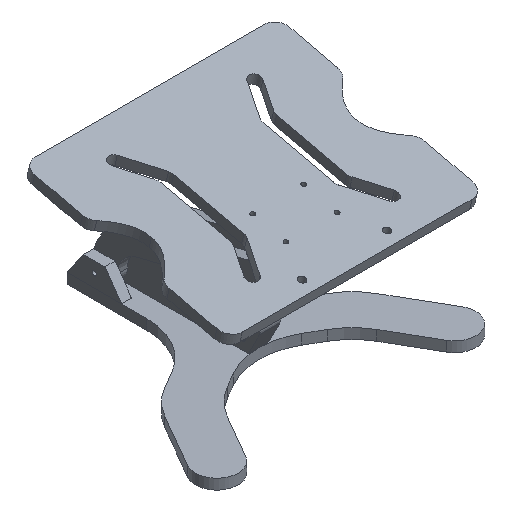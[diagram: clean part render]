
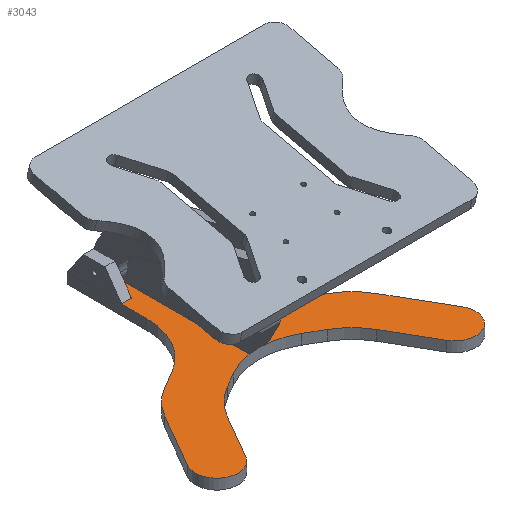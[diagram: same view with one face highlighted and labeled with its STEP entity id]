
A CAD part, isometric view. The second image highlights one B-rep face of the part: STEP entity #3043.
In plain terms, the highlighted planar face has unit normal (0, 0, 1).
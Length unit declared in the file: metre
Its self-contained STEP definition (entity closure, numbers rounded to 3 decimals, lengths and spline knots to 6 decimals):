
#216=CIRCLE('',#3429,0.0025);
#217=CIRCLE('',#3430,0.0025);
#218=CIRCLE('',#3431,0.08);
#219=CIRCLE('',#3432,0.08);
#220=CIRCLE('',#3433,0.08);
#221=CIRCLE('',#3434,0.08);
#222=CIRCLE('',#3435,0.025);
#223=CIRCLE('',#3436,0.08);
#224=CIRCLE('',#3437,0.08);
#225=CIRCLE('',#3438,0.08);
#226=CIRCLE('',#3439,0.025);
#1082=ORIENTED_EDGE('',*,*,#1566,.F.);
#1083=ORIENTED_EDGE('',*,*,#1567,.F.);
#1084=ORIENTED_EDGE('',*,*,#1542,.F.);
#1085=ORIENTED_EDGE('',*,*,#1568,.T.);
#1086=ORIENTED_EDGE('',*,*,#1546,.F.);
#1087=ORIENTED_EDGE('',*,*,#1569,.T.);
#1088=ORIENTED_EDGE('',*,*,#1548,.F.);
#1089=ORIENTED_EDGE('',*,*,#1554,.F.);
#1090=ORIENTED_EDGE('',*,*,#1557,.T.);
#1091=ORIENTED_EDGE('',*,*,#1570,.T.);
#1092=ORIENTED_EDGE('',*,*,#1560,.T.);
#1093=ORIENTED_EDGE('',*,*,#1571,.T.);
#1094=ORIENTED_EDGE('',*,*,#1562,.T.);
#1095=ORIENTED_EDGE('',*,*,#1572,.T.);
#1096=ORIENTED_EDGE('',*,*,#1526,.T.);
#1097=ORIENTED_EDGE('',*,*,#1573,.T.);
#1098=ORIENTED_EDGE('',*,*,#1530,.T.);
#1099=ORIENTED_EDGE('',*,*,#1574,.T.);
#1100=ORIENTED_EDGE('',*,*,#1534,.F.);
#1101=ORIENTED_EDGE('',*,*,#1575,.T.);
#1102=ORIENTED_EDGE('',*,*,#1536,.F.);
#1103=ORIENTED_EDGE('',*,*,#1576,.T.);
#1526=EDGE_CURVE('',#1841,#1840,#2088,.T.);
#1530=EDGE_CURVE('',#1845,#1844,#2092,.T.);
#1534=EDGE_CURVE('',#1848,#1849,#2096,.T.);
#1536=EDGE_CURVE('',#1850,#1851,#2098,.T.);
#1542=EDGE_CURVE('',#1856,#1857,#2104,.T.);
#1546=EDGE_CURVE('',#1860,#1861,#2108,.T.);
#1548=EDGE_CURVE('',#1862,#1863,#2110,.T.);
#1554=EDGE_CURVE('',#1867,#1862,#2116,.T.);
#1557=EDGE_CURVE('',#1867,#1869,#2119,.T.);
#1560=EDGE_CURVE('',#1873,#1872,#2122,.T.);
#1562=EDGE_CURVE('',#1874,#1875,#2124,.T.);
#1566=EDGE_CURVE('',#1878,#1878,#216,.T.);
#1567=EDGE_CURVE('',#1879,#1879,#217,.T.);
#1568=EDGE_CURVE('',#1856,#1861,#218,.T.);
#1569=EDGE_CURVE('',#1860,#1863,#219,.F.);
#1570=EDGE_CURVE('',#1869,#1873,#220,.F.);
#1571=EDGE_CURVE('',#1872,#1874,#221,.T.);
#1572=EDGE_CURVE('',#1875,#1841,#222,.T.);
#1573=EDGE_CURVE('',#1840,#1845,#223,.F.);
#1574=EDGE_CURVE('',#1844,#1849,#224,.F.);
#1575=EDGE_CURVE('',#1848,#1851,#225,.F.);
#1576=EDGE_CURVE('',#1850,#1857,#226,.T.);
#1840=VERTEX_POINT('',#5189);
#1841=VERTEX_POINT('',#5191);
#1844=VERTEX_POINT('',#5198);
#1845=VERTEX_POINT('',#5200);
#1848=VERTEX_POINT('',#5207);
#1849=VERTEX_POINT('',#5209);
#1850=VERTEX_POINT('',#5213);
#1851=VERTEX_POINT('',#5214);
#1856=VERTEX_POINT('',#5225);
#1857=VERTEX_POINT('',#5227);
#1860=VERTEX_POINT('',#5234);
#1861=VERTEX_POINT('',#5236);
#1862=VERTEX_POINT('',#5240);
#1863=VERTEX_POINT('',#5241);
#1867=VERTEX_POINT('',#5251);
#1869=VERTEX_POINT('',#5257);
#1872=VERTEX_POINT('',#5264);
#1873=VERTEX_POINT('',#5266);
#1874=VERTEX_POINT('',#5270);
#1875=VERTEX_POINT('',#5271);
#1878=VERTEX_POINT('',#5279);
#1879=VERTEX_POINT('',#5281);
#2088=LINE('',#5190,#2334);
#2092=LINE('',#5199,#2338);
#2096=LINE('',#5208,#2342);
#2098=LINE('',#5212,#2344);
#2104=LINE('',#5226,#2350);
#2108=LINE('',#5235,#2354);
#2110=LINE('',#5239,#2356);
#2116=LINE('',#5252,#2362);
#2119=LINE('',#5258,#2365);
#2122=LINE('',#5265,#2368);
#2124=LINE('',#5269,#2370);
#2334=VECTOR('',#4249,1.);
#2338=VECTOR('',#4255,1.);
#2342=VECTOR('',#4261,1.);
#2344=VECTOR('',#4265,1.);
#2350=VECTOR('',#4273,1.);
#2354=VECTOR('',#4279,1.);
#2356=VECTOR('',#4283,1.);
#2362=VECTOR('',#4291,1.);
#2365=VECTOR('',#4296,1.);
#2368=VECTOR('',#4301,1.);
#2370=VECTOR('',#4305,1.);
#2577=EDGE_LOOP('',(#1082));
#2578=EDGE_LOOP('',(#1083));
#2579=EDGE_LOOP('',(#1084,#1085,#1086,#1087,#1088,#1089,#1090,#1091,#1092,
#1093,#1094,#1095,#1096,#1097,#1098,#1099,#1100,#1101,#1102,#1103));
#2799=FACE_BOUND('',#2577,.T.);
#2800=FACE_BOUND('',#2578,.T.);
#2801=FACE_BOUND('',#2579,.T.);
#2891=PLANE('',#3428);
#3043=ADVANCED_FACE('',(#2799,#2800,#2801),#2891,.T.);
#3428=AXIS2_PLACEMENT_3D('',#5277,#4309,#4310);
#3429=AXIS2_PLACEMENT_3D('',#5278,#4311,#4312);
#3430=AXIS2_PLACEMENT_3D('',#5280,#4313,#4314);
#3431=AXIS2_PLACEMENT_3D('',#5282,#4315,#4316);
#3432=AXIS2_PLACEMENT_3D('',#5283,#4317,#4318);
#3433=AXIS2_PLACEMENT_3D('',#5284,#4319,#4320);
#3434=AXIS2_PLACEMENT_3D('',#5285,#4321,#4322);
#3435=AXIS2_PLACEMENT_3D('',#5286,#4323,#4324);
#3436=AXIS2_PLACEMENT_3D('',#5287,#4325,#4326);
#3437=AXIS2_PLACEMENT_3D('',#5288,#4327,#4328);
#3438=AXIS2_PLACEMENT_3D('',#5289,#4329,#4330);
#3439=AXIS2_PLACEMENT_3D('',#5290,#4331,#4332);
#4249=DIRECTION('',(0.5,0.866,0.));
#4255=DIRECTION('',(0.866,0.5,0.));
#4261=DIRECTION('',(-0.866,0.5,0.));
#4265=DIRECTION('',(-0.5,0.866,0.));
#4273=DIRECTION('',(0.5,-0.866,0.));
#4279=DIRECTION('',(0.866,-0.5,0.));
#4283=DIRECTION('',(0.,-1.,0.));
#4291=DIRECTION('',(1.,0.,0.));
#4296=DIRECTION('',(0.,-1.,0.));
#4301=DIRECTION('',(-0.866,-0.5,0.));
#4305=DIRECTION('',(-0.5,-0.866,0.));
#4309=DIRECTION('',(0.,0.,1.));
#4310=DIRECTION('',(1.,0.,0.));
#4311=DIRECTION('',(0.,0.,1.));
#4312=DIRECTION('',(1.,0.,0.));
#4313=DIRECTION('',(0.,0.,1.));
#4314=DIRECTION('',(1.,0.,0.));
#4315=DIRECTION('',(0.,0.,1.));
#4316=DIRECTION('',(1.,0.,0.));
#4317=DIRECTION('',(0.,0.,1.));
#4318=DIRECTION('',(1.,0.,0.));
#4319=DIRECTION('',(0.,0.,1.));
#4320=DIRECTION('',(1.,0.,0.));
#4321=DIRECTION('',(0.,0.,1.));
#4322=DIRECTION('',(1.,0.,0.));
#4323=DIRECTION('',(0.,0.,1.));
#4324=DIRECTION('',(1.,0.,0.));
#4325=DIRECTION('',(0.,0.,1.));
#4326=DIRECTION('',(1.,0.,0.));
#4327=DIRECTION('',(0.,0.,1.));
#4328=DIRECTION('',(1.,0.,0.));
#4329=DIRECTION('',(0.,0.,1.));
#4330=DIRECTION('',(1.,0.,0.));
#4331=DIRECTION('',(0.,0.,1.));
#4332=DIRECTION('',(1.,0.,0.));
#5189=CARTESIAN_POINT('',(-0.052058,-0.240167,0.012));
#5190=CARTESIAN_POINT('',(-0.06799,-0.267763,0.012));
#5191=CARTESIAN_POINT('',(-0.082141,-0.292272,0.012));
#5198=CARTESIAN_POINT('',(-0.004,-0.200044,0.012));
#5199=CARTESIAN_POINT('',(-0.00267,-0.199276,0.012));
#5200=CARTESIAN_POINT('',(-0.022776,-0.210885,0.012));
#5207=CARTESIAN_POINT('',(0.094776,-0.210885,0.012));
#5208=CARTESIAN_POINT('',(0.07467,-0.199276,0.012));
#5209=CARTESIAN_POINT('',(0.076,-0.200044,0.012));
#5212=CARTESIAN_POINT('',(0.13999,-0.267763,0.012));
#5213=CARTESIAN_POINT('',(0.154141,-0.292272,0.012));
#5214=CARTESIAN_POINT('',(0.124058,-0.240167,0.012));
#5225=CARTESIAN_POINT('',(0.16066,-0.203564,0.012));
#5226=CARTESIAN_POINT('',(0.179942,-0.236962,0.012));
#5227=CARTESIAN_POINT('',(0.197442,-0.267272,0.012));
#5234=CARTESIAN_POINT('',(0.112,-0.163094,0.012));
#5235=CARTESIAN_POINT('',(0.110971,-0.1625,0.012));
#5236=CARTESIAN_POINT('',(0.131378,-0.174282,0.012));
#5239=CARTESIAN_POINT('',(0.072,-0.07,0.012));
#5240=CARTESIAN_POINT('',(0.072,0.,0.012));
#5241=CARTESIAN_POINT('',(0.072,-0.093812,0.012));
#5251=CARTESIAN_POINT('',(0.,0.,0.012));
#5252=CARTESIAN_POINT('',(0.018,0.,0.012));
#5257=CARTESIAN_POINT('',(0.,-0.093812,0.012));
#5258=CARTESIAN_POINT('',(0.,-0.07,0.012));
#5264=CARTESIAN_POINT('',(-0.059378,-0.174282,0.012));
#5265=CARTESIAN_POINT('',(-0.038971,-0.1625,0.012));
#5266=CARTESIAN_POINT('',(-0.04,-0.163094,0.012));
#5269=CARTESIAN_POINT('',(-0.107942,-0.236962,0.012));
#5270=CARTESIAN_POINT('',(-0.08866,-0.203564,0.012));
#5271=CARTESIAN_POINT('',(-0.125442,-0.267272,0.012));
#5277=CARTESIAN_POINT('',(0.036,-0.156962,0.012));
#5278=CARTESIAN_POINT('',(0.036,-0.144326,0.012));
#5279=CARTESIAN_POINT('',(0.0385,-0.144326,0.012));
#5280=CARTESIAN_POINT('',(0.036,-0.084326,0.012));
#5281=CARTESIAN_POINT('',(0.0385,-0.084326,0.012));
#5282=CARTESIAN_POINT('',(0.091378,-0.243564,0.012));
#5283=CARTESIAN_POINT('',(0.152,-0.093812,0.012));
#5284=CARTESIAN_POINT('',(-0.08,-0.093812,0.012));
#5285=CARTESIAN_POINT('',(-0.019378,-0.243564,0.012));
#5286=CARTESIAN_POINT('',(-0.103792,-0.279772,0.012));
#5287=CARTESIAN_POINT('',(0.017224,-0.280167,0.012));
#5288=CARTESIAN_POINT('',(0.036,-0.269326,0.012));
#5289=CARTESIAN_POINT('',(0.054776,-0.280167,0.012));
#5290=CARTESIAN_POINT('',(0.175792,-0.279772,0.012));
